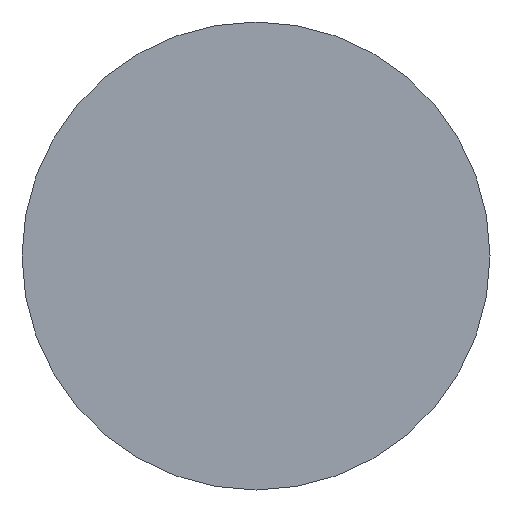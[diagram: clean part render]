
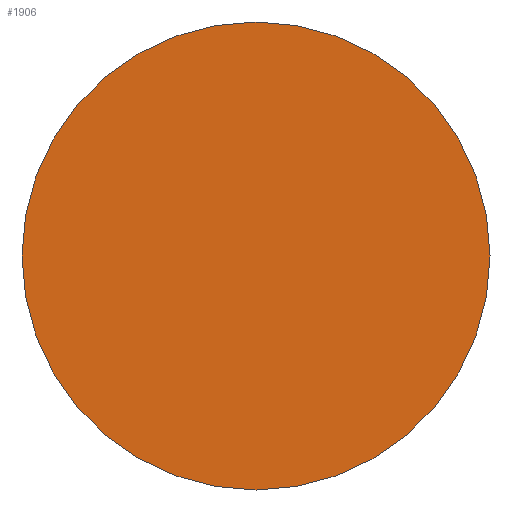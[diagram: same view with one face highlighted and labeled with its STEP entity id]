
A CAD part, front view. The second image highlights one B-rep face of the part: STEP entity #1906.
In plain terms, the highlighted planar face has unit normal (0, -1, 0).
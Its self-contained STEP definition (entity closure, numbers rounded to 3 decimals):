
#13 = DIRECTION ( 'NONE',  ( 0., 0., 1. ) ) ;
#152 = DIRECTION ( 'NONE',  ( 0., 1., 0. ) ) ;
#164 = AXIS2_PLACEMENT_3D ( 'NONE', #1430, #1774, #347 ) ;
#333 = EDGE_LOOP ( 'NONE', ( #2009, #1001 ) ) ;
#347 = DIRECTION ( 'NONE',  ( 0., 0., 1. ) ) ;
#502 = PLANE ( 'NONE',  #164 ) ;
#682 = CIRCLE ( 'NONE', #1149, 39.4 ) ;
#820 = AXIS2_PLACEMENT_3D ( 'NONE', #1278, #1792, #830 ) ;
#830 = DIRECTION ( 'NONE',  ( 0., 0., 1. ) ) ;
#1001 = ORIENTED_EDGE ( 'NONE', *, *, #1756, .F. ) ;
#1133 = CARTESIAN_POINT ( 'NONE',  ( 0., 0., -39.4 ) ) ;
#1149 = AXIS2_PLACEMENT_3D ( 'NONE', #1381, #152, #13 ) ;
#1278 = CARTESIAN_POINT ( 'NONE',  ( 0., 0., 0. ) ) ;
#1381 = CARTESIAN_POINT ( 'NONE',  ( 0., 0., 0. ) ) ;
#1388 = CARTESIAN_POINT ( 'NONE',  ( 0., 0., 39.4 ) ) ;
#1430 = CARTESIAN_POINT ( 'NONE',  ( 0., 0., 0. ) ) ;
#1450 = CIRCLE ( 'NONE', #820, 39.4 ) ;
#1464 = EDGE_CURVE ( 'NONE', #1510, #1946, #1450, .T. ) ;
#1510 = VERTEX_POINT ( 'NONE', #1133 ) ;
#1756 = EDGE_CURVE ( 'NONE', #1946, #1510, #682, .T. ) ;
#1774 = DIRECTION ( 'NONE',  ( 0., 1., 0. ) ) ;
#1792 = DIRECTION ( 'NONE',  ( 0., 1., 0. ) ) ;
#1906 = ADVANCED_FACE ( 'NONE', ( #1927 ), #502, .F. ) ;
#1927 = FACE_OUTER_BOUND ( 'NONE', #333, .T. ) ;
#1946 = VERTEX_POINT ( 'NONE', #1388 ) ;
#2009 = ORIENTED_EDGE ( 'NONE', *, *, #1464, .F. ) ;
